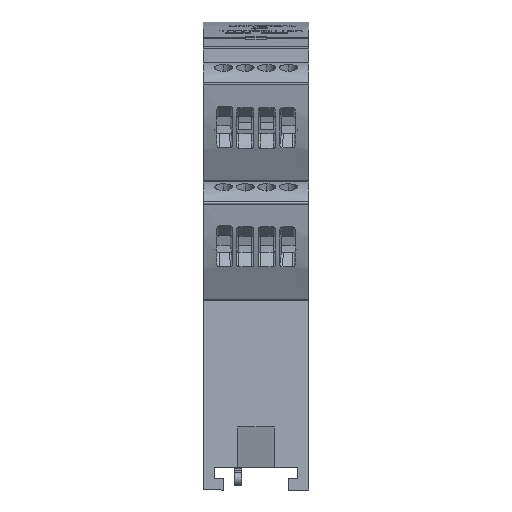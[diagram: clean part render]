
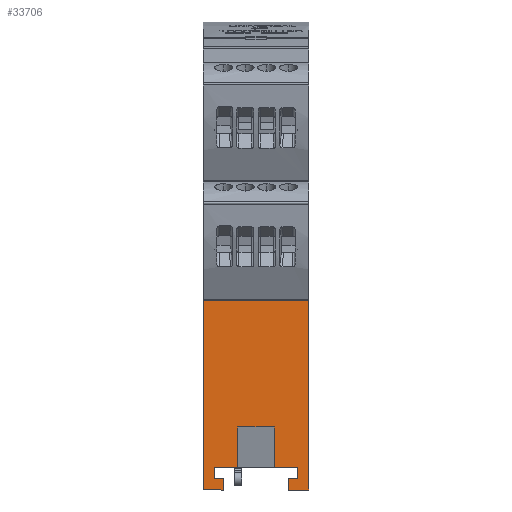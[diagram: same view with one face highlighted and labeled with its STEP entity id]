
A CAD part, front view. The second image highlights one B-rep face of the part: STEP entity #33706.
In plain terms, the highlighted planar face has unit normal (0, -1, 0).
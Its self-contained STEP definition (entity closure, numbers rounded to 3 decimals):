
#88 = EDGE_LOOP ( 'NONE', ( #18761, #38263, #10739, #36073, #45604, #29751, #18504, #24614, #35658, #52013, #18583, #48534, #7979, #49141, #28081, #38019 ) ) ;
#377 = EDGE_CURVE ( 'NONE', #611, #47126, #33644, .T. ) ;
#600 = CARTESIAN_POINT ( 'NONE',  ( -7.25, -45., -98. ) ) ;
#611 = VERTEX_POINT ( 'NONE', #16861 ) ;
#915 = LINE ( 'NONE', #45182, #2176 ) ;
#948 = VECTOR ( 'NONE', #6351, 1000. ) ;
#1530 = LINE ( 'NONE', #33291, #22679 ) ;
#1536 = CARTESIAN_POINT ( 'NONE',  ( -4., -45., -93. ) ) ;
#1628 = EDGE_CURVE ( 'NONE', #611, #31836, #36667, .T. ) ;
#1684 = LINE ( 'NONE', #39136, #13251 ) ;
#1702 = CARTESIAN_POINT ( 'NONE',  ( 9.25, -45., -93. ) ) ;
#2176 = VECTOR ( 'NONE', #28206, 1000. ) ;
#2228 = DIRECTION ( 'NONE',  ( 0., 0., 1. ) ) ;
#2387 = VECTOR ( 'NONE', #49938, 1000. ) ;
#2396 = CARTESIAN_POINT ( 'NONE',  ( -7.25, -45., -98. ) ) ;
#2548 = DIRECTION ( 'NONE',  ( 1., 0., 0. ) ) ;
#2580 = DIRECTION ( 'NONE',  ( 0., 0., 1. ) ) ;
#3264 = DIRECTION ( 'NONE',  ( 0., 1., 0. ) ) ;
#3292 = VECTOR ( 'NONE', #2580, 1000. ) ;
#3438 = PLANE ( 'NONE',  #8675 ) ;
#3659 = LINE ( 'NONE', #17030, #2387 ) ;
#3730 = VERTEX_POINT ( 'NONE', #8147 ) ;
#3998 = CARTESIAN_POINT ( 'NONE',  ( -9.25, -45., -93. ) ) ;
#4214 = LINE ( 'NONE', #38392, #33759 ) ;
#5138 = DIRECTION ( 'NONE',  ( 0., 0., 1. ) ) ;
#5219 = VECTOR ( 'NONE', #5138, 1000. ) ;
#5471 = DIRECTION ( 'NONE',  ( 0., 0., -1. ) ) ;
#6129 = DIRECTION ( 'NONE',  ( -1., 0., 0. ) ) ;
#6134 = EDGE_CURVE ( 'NONE', #8673, #45241, #13301, .T. ) ;
#6344 = DIRECTION ( 'NONE',  ( -1., 0., 0. ) ) ;
#6351 = DIRECTION ( 'NONE',  ( 0., 0., 1. ) ) ;
#7666 = LINE ( 'NONE', #15054, #38439 ) ;
#7720 = DIRECTION ( 'NONE',  ( 0., 0., 1. ) ) ;
#7979 = ORIENTED_EDGE ( 'NONE', *, *, #51220, .T. ) ;
#8147 = CARTESIAN_POINT ( 'NONE',  ( 11.75, -45., -56. ) ) ;
#8194 = EDGE_CURVE ( 'NONE', #47126, #16707, #1530, .T. ) ;
#8515 = VERTEX_POINT ( 'NONE', #11027 ) ;
#8673 = VERTEX_POINT ( 'NONE', #22564 ) ;
#8675 = AXIS2_PLACEMENT_3D ( 'NONE', #31597, #3264, #7720 ) ;
#9705 = LINE ( 'NONE', #13397, #5219 ) ;
#10193 = CARTESIAN_POINT ( 'NONE',  ( -4., -45., -84. ) ) ;
#10739 = ORIENTED_EDGE ( 'NONE', *, *, #47956, .T. ) ;
#10813 = CARTESIAN_POINT ( 'NONE',  ( 9.25, -45., -93. ) ) ;
#11027 = CARTESIAN_POINT ( 'NONE',  ( -7.25, -45., -95.5 ) ) ;
#11374 = VERTEX_POINT ( 'NONE', #20149 ) ;
#12176 = VERTEX_POINT ( 'NONE', #26465 ) ;
#13251 = VECTOR ( 'NONE', #6344, 1000. ) ;
#13301 = LINE ( 'NONE', #38390, #15862 ) ;
#13397 = CARTESIAN_POINT ( 'NONE',  ( -9.25, -45., -93. ) ) ;
#14199 = VECTOR ( 'NONE', #34300, 1000. ) ;
#15054 = CARTESIAN_POINT ( 'NONE',  ( -7.25, -45., -95.5 ) ) ;
#15862 = VECTOR ( 'NONE', #2228, 1000. ) ;
#16131 = EDGE_CURVE ( 'NONE', #33440, #12176, #41417, .T. ) ;
#16707 = VERTEX_POINT ( 'NONE', #10193 ) ;
#16861 = CARTESIAN_POINT ( 'NONE',  ( 4., -45., -93. ) ) ;
#17030 = CARTESIAN_POINT ( 'NONE',  ( -9.25, -45., -95.5 ) ) ;
#17678 = VERTEX_POINT ( 'NONE', #48468 ) ;
#18504 = ORIENTED_EDGE ( 'NONE', *, *, #42488, .T. ) ;
#18583 = ORIENTED_EDGE ( 'NONE', *, *, #22707, .T. ) ;
#18704 = EDGE_CURVE ( 'NONE', #35620, #11374, #24744, .T. ) ;
#18761 = ORIENTED_EDGE ( 'NONE', *, *, #377, .F. ) ;
#19687 = DIRECTION ( 'NONE',  ( 1., 0., 0. ) ) ;
#20149 = CARTESIAN_POINT ( 'NONE',  ( 11.75, -45., -98. ) ) ;
#22339 = VERTEX_POINT ( 'NONE', #600 ) ;
#22564 = CARTESIAN_POINT ( 'NONE',  ( -11.75, -45., -98. ) ) ;
#22679 = VECTOR ( 'NONE', #45445, 1000. ) ;
#22707 = EDGE_CURVE ( 'NONE', #22339, #8515, #7666, .T. ) ;
#24106 = LINE ( 'NONE', #2396, #37580 ) ;
#24614 = ORIENTED_EDGE ( 'NONE', *, *, #38520, .T. ) ;
#24744 = LINE ( 'NONE', #27916, #49090 ) ;
#25733 = CARTESIAN_POINT ( 'NONE',  ( -9.25, -45., -95.5 ) ) ;
#26465 = CARTESIAN_POINT ( 'NONE',  ( -4., -45., -93. ) ) ;
#26910 = CARTESIAN_POINT ( 'NONE',  ( 9.25, -45., -93. ) ) ;
#27916 = CARTESIAN_POINT ( 'NONE',  ( 11.75, -45., -98. ) ) ;
#28081 = ORIENTED_EDGE ( 'NONE', *, *, #42342, .T. ) ;
#28206 = DIRECTION ( 'NONE',  ( 0., 0., -1. ) ) ;
#28636 = CARTESIAN_POINT ( 'NONE',  ( 7.25, -45., -98. ) ) ;
#28997 = VECTOR ( 'NONE', #2548, 1000. ) ;
#29751 = ORIENTED_EDGE ( 'NONE', *, *, #18704, .T. ) ;
#31597 = CARTESIAN_POINT ( 'NONE',  ( 0., -45., 0. ) ) ;
#31836 = VERTEX_POINT ( 'NONE', #1702 ) ;
#31955 = EDGE_CURVE ( 'NONE', #8673, #22339, #24106, .T. ) ;
#33291 = CARTESIAN_POINT ( 'NONE',  ( 4., -45., -84. ) ) ;
#33440 = VERTEX_POINT ( 'NONE', #3998 ) ;
#33644 = LINE ( 'NONE', #47215, #948 ) ;
#33706 = ADVANCED_FACE ( 'NONE', ( #47054 ), #3438, .F. ) ;
#33759 = VECTOR ( 'NONE', #5471, 1000. ) ;
#34300 = DIRECTION ( 'NONE',  ( 0., 0., 1. ) ) ;
#34697 = LINE ( 'NONE', #1536, #14199 ) ;
#35620 = VERTEX_POINT ( 'NONE', #28636 ) ;
#35658 = ORIENTED_EDGE ( 'NONE', *, *, #6134, .F. ) ;
#35862 = CARTESIAN_POINT ( 'NONE',  ( 11.75, -45., -56. ) ) ;
#36073 = ORIENTED_EDGE ( 'NONE', *, *, #41235, .T. ) ;
#36667 = LINE ( 'NONE', #26910, #28997 ) ;
#37580 = VECTOR ( 'NONE', #39443, 1000. ) ;
#37835 = EDGE_CURVE ( 'NONE', #8515, #45751, #3659, .T. ) ;
#38019 = ORIENTED_EDGE ( 'NONE', *, *, #8194, .F. ) ;
#38263 = ORIENTED_EDGE ( 'NONE', *, *, #1628, .T. ) ;
#38390 = CARTESIAN_POINT ( 'NONE',  ( -11.75, -45., -56. ) ) ;
#38392 = CARTESIAN_POINT ( 'NONE',  ( 9.25, -45., -95.5 ) ) ;
#38439 = VECTOR ( 'NONE', #41722, 1000. ) ;
#38520 = EDGE_CURVE ( 'NONE', #3730, #45241, #1684, .T. ) ;
#39136 = CARTESIAN_POINT ( 'NONE',  ( -11.45, -45., -56. ) ) ;
#39253 = VECTOR ( 'NONE', #6129, 1000. ) ;
#39443 = DIRECTION ( 'NONE',  ( 1., 0., 0. ) ) ;
#39554 = EDGE_CURVE ( 'NONE', #47246, #35620, #915, .T. ) ;
#41235 = EDGE_CURVE ( 'NONE', #17678, #47246, #43117, .T. ) ;
#41417 = LINE ( 'NONE', #10813, #45245 ) ;
#41722 = DIRECTION ( 'NONE',  ( 0., 0., 1. ) ) ;
#42342 = EDGE_CURVE ( 'NONE', #12176, #16707, #34697, .T. ) ;
#42488 = EDGE_CURVE ( 'NONE', #11374, #3730, #43715, .T. ) ;
#43117 = LINE ( 'NONE', #47170, #39253 ) ;
#43715 = LINE ( 'NONE', #35862, #3292 ) ;
#45182 = CARTESIAN_POINT ( 'NONE',  ( 7.25, -45., -98. ) ) ;
#45241 = VERTEX_POINT ( 'NONE', #52275 ) ;
#45245 = VECTOR ( 'NONE', #52641, 1000. ) ;
#45445 = DIRECTION ( 'NONE',  ( -1., 0., 0. ) ) ;
#45604 = ORIENTED_EDGE ( 'NONE', *, *, #39554, .T. ) ;
#45751 = VERTEX_POINT ( 'NONE', #25733 ) ;
#47054 = FACE_OUTER_BOUND ( 'NONE', #88, .T. ) ;
#47126 = VERTEX_POINT ( 'NONE', #53075 ) ;
#47170 = CARTESIAN_POINT ( 'NONE',  ( 7.25, -45., -95.5 ) ) ;
#47215 = CARTESIAN_POINT ( 'NONE',  ( 4., -45., -93. ) ) ;
#47246 = VERTEX_POINT ( 'NONE', #50055 ) ;
#47956 = EDGE_CURVE ( 'NONE', #31836, #17678, #4214, .T. ) ;
#48468 = CARTESIAN_POINT ( 'NONE',  ( 9.25, -45., -95.5 ) ) ;
#48534 = ORIENTED_EDGE ( 'NONE', *, *, #37835, .T. ) ;
#49090 = VECTOR ( 'NONE', #19687, 1000. ) ;
#49141 = ORIENTED_EDGE ( 'NONE', *, *, #16131, .T. ) ;
#49938 = DIRECTION ( 'NONE',  ( -1., 0., 0. ) ) ;
#50055 = CARTESIAN_POINT ( 'NONE',  ( 7.25, -45., -95.5 ) ) ;
#51220 = EDGE_CURVE ( 'NONE', #45751, #33440, #9705, .T. ) ;
#52013 = ORIENTED_EDGE ( 'NONE', *, *, #31955, .T. ) ;
#52275 = CARTESIAN_POINT ( 'NONE',  ( -11.75, -45., -56. ) ) ;
#52641 = DIRECTION ( 'NONE',  ( 1., 0., 0. ) ) ;
#53075 = CARTESIAN_POINT ( 'NONE',  ( 4., -45., -84. ) ) ;
